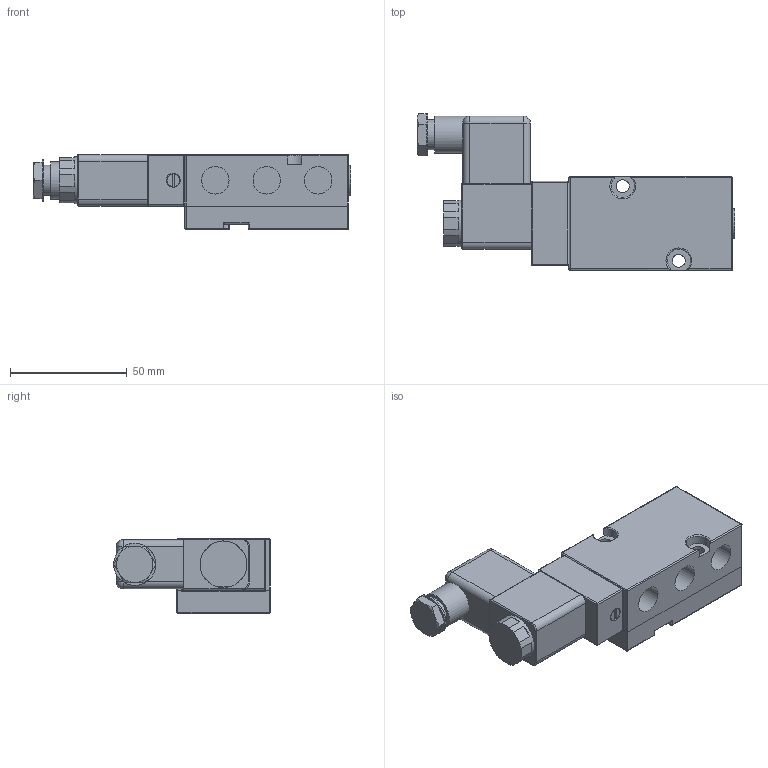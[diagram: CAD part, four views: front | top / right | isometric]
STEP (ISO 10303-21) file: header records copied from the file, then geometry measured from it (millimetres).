
FILE_DESCRIPTION((''),'2;1');
FILE_NAME('M53PNamur24=.stp','2022-01-21T13:49:36',('RL'),(''),'Autodesk Inventor 2012','Autodesk Inventor 2012','');
FILE_SCHEMA(('AUTOMOTIVE_DESIGN { 1 0 10303 214 1 1 1 1 }'));
Length unit declared in the file: millimetre
Products named in the file (1): M53PNamur230/50
Bounding box: 136 x 67 x 32 mm (x, y, z)
Volume: 136074.5 mm3; surface area: 32964 mm2
Topology: 5 solids, 5 shells, 218 faces, 501 edges, 302 vertices
Faces by surface type: cylinder 89, plane 89, sphere 26, torus 11, cone 3
Full cylindrical faces by diameter (mm): 5.5 x8, 6 x1, 6.8 x1, 11.75 x3, 12 x1, 12.806 x1, 13 x1, 16 x1, 18 x1, 20 x1, 20.5 x1
Entity records: 6018 total; most frequent: CARTESIAN_POINT 1113, DIRECTION 1094, ORIENTED_EDGE 924, EDGE_CURVE 462, AXIS2_PLACEMENT_3D 438, VERTEX_POINT 290, EDGE_LOOP 268, FACE_OUTER_BOUND 218
